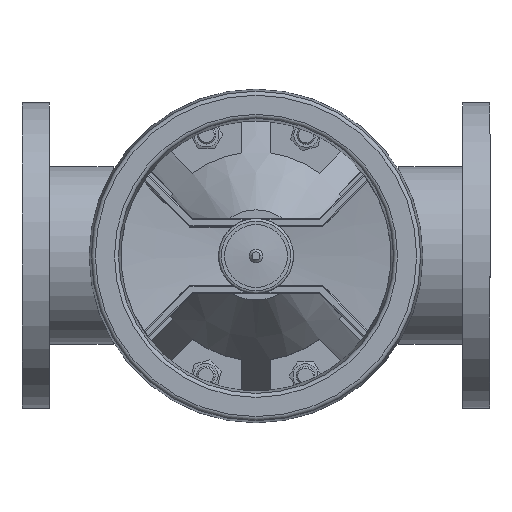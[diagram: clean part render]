
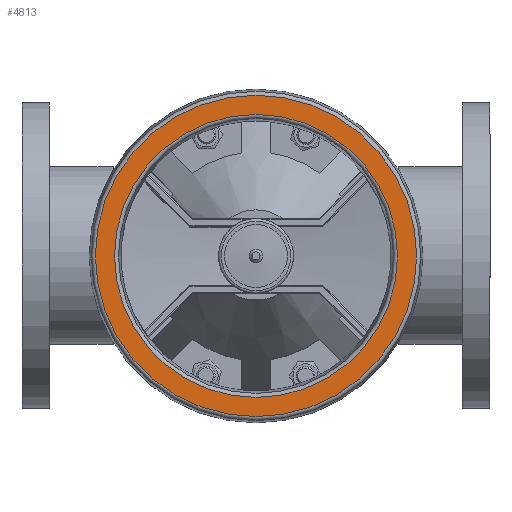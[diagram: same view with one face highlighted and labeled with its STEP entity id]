
A CAD part, top view. The second image highlights one B-rep face of the part: STEP entity #4813.
In plain terms, the highlighted planar face has unit normal (0, 0, 1).
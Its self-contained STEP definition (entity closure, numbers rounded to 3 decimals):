
#839=PLANE($,#5339);
#1038=FACE_BOUND($,#1696,.T.);
#1308=FACE_OUTER_BOUND($,#1695,.T.);
#1695=EDGE_LOOP($,(#4123));
#1696=EDGE_LOOP($,(#4124));
#1891=CIRCLE($,#5142,120.182);
#1899=CIRCLE($,#5152,105.818);
#2204=VERTEX_POINT($,#7660);
#2212=VERTEX_POINT($,#7678);
#2729=EDGE_CURVE($,#2204,#2204,#1891,.T.);
#2737=EDGE_CURVE($,#2212,#2212,#1899,.T.);
#4123=ORIENTED_EDGE($,*,*,#2729,.F.);
#4124=ORIENTED_EDGE($,*,*,#2737,.F.);
#4813=ADVANCED_FACE($,(#1308,#1038),#839,.T.);
#5142=AXIS2_PLACEMENT_3D($,#7661,#5952,#5953);
#5152=AXIS2_PLACEMENT_3D($,#7679,#5972,#5973);
#5339=AXIS2_PLACEMENT_3D($,#9038,#6444,#6445);
#5952=DIRECTION('center_axis',(0.,0.,-1.));
#5953=DIRECTION('ref_axis',(1.,0.,0.));
#5972=DIRECTION('center_axis',(0.,0.,1.));
#5973=DIRECTION('ref_axis',(1.,0.,0.));
#6444=DIRECTION('center_axis',(0.,0.,1.));
#6445=DIRECTION('ref_axis',(1.,0.,0.));
#7660=CARTESIAN_POINT('',(-120.185,0.808,292.5));
#7661=CARTESIAN_POINT('Origin',(-0.004,0.808,292.5));
#7678=CARTESIAN_POINT('',(105.815,0.808,292.5));
#7679=CARTESIAN_POINT('Origin',(-0.004,0.808,292.5));
#9038=CARTESIAN_POINT('Origin',(-113.004,0.808,292.5));
